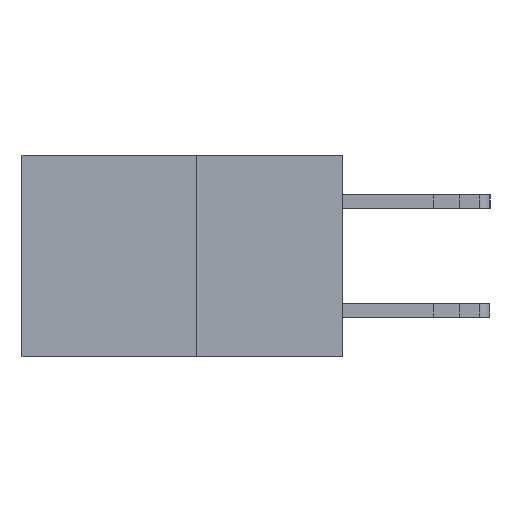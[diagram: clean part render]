
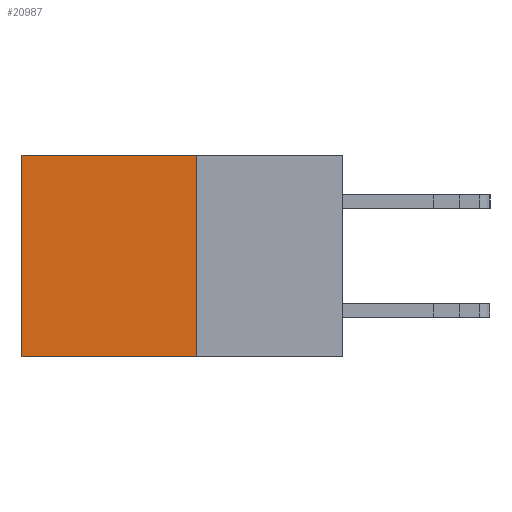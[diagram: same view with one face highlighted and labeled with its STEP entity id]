
A CAD part, left-side view. The second image highlights one B-rep face of the part: STEP entity #20987.
In plain terms, the highlighted planar face has unit normal (-1, 0, 0).
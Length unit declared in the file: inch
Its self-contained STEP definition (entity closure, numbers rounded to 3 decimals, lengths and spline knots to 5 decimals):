
#278 = ORIENTED_EDGE ( 'NONE', *, *, #5437, .T. ) ;
#625 = DIRECTION ( 'NONE',  ( 1., 0., 0. ) ) ;
#845 = FACE_OUTER_BOUND ( 'NONE', #3814, .T. ) ;
#2428 = CARTESIAN_POINT ( 'NONE',  ( 0.277, 0.59, 0. ) ) ;
#3814 = EDGE_LOOP ( 'NONE', ( #278, #5366, #20161, #7109 ) ) ;
#4292 = DIRECTION ( 'NONE',  ( 0., 1., 0. ) ) ;
#4475 = PLANE ( 'NONE',  #21679 ) ;
#4762 = LINE ( 'NONE', #12337, #14855 ) ;
#5366 = ORIENTED_EDGE ( 'NONE', *, *, #10705, .F. ) ;
#5437 = EDGE_CURVE ( 'NONE', #17853, #10785, #23946, .T. ) ;
#6419 = DIRECTION ( 'NONE',  ( 0., 1., 0. ) ) ;
#7109 = ORIENTED_EDGE ( 'NONE', *, *, #21621, .T. ) ;
#8950 = VECTOR ( 'NONE', #13800, 39.37008 ) ;
#9612 = CARTESIAN_POINT ( 'NONE',  ( 0.277, 0.59, -0.37 ) ) ;
#10705 = EDGE_CURVE ( 'NONE', #17997, #10785, #4762, .T. ) ;
#10785 = VERTEX_POINT ( 'NONE', #14511 ) ;
#11139 = LINE ( 'NONE', #18368, #16416 ) ;
#12337 = CARTESIAN_POINT ( 'NONE',  ( 0.277, 0.27, -0.37 ) ) ;
#13242 = VECTOR ( 'NONE', #15243, 39.37008 ) ;
#13380 = EDGE_CURVE ( 'NONE', #14809, #17997, #25608, .T. ) ;
#13800 = DIRECTION ( 'NONE',  ( 0., 0., -1. ) ) ;
#14511 = CARTESIAN_POINT ( 'NONE',  ( 0.277, 0.59, -0.37 ) ) ;
#14611 = DIRECTION ( 'NONE',  ( 0., 0., -1. ) ) ;
#14809 = VERTEX_POINT ( 'NONE', #18312 ) ;
#14844 = CARTESIAN_POINT ( 'NONE',  ( 0.277, 0.27, -0.37 ) ) ;
#14855 = VECTOR ( 'NONE', #4292, 39.37008 ) ;
#15243 = DIRECTION ( 'NONE',  ( 0., 0., -1. ) ) ;
#16416 = VECTOR ( 'NONE', #6419, 39.37008 ) ;
#17853 = VERTEX_POINT ( 'NONE', #2428 ) ;
#17997 = VERTEX_POINT ( 'NONE', #14844 ) ;
#18312 = CARTESIAN_POINT ( 'NONE',  ( 0.277, 0.27, 0. ) ) ;
#18368 = CARTESIAN_POINT ( 'NONE',  ( 0.277, 0.27, 0. ) ) ;
#20161 = ORIENTED_EDGE ( 'NONE', *, *, #13380, .F. ) ;
#20987 = ADVANCED_FACE ( 'NONE', ( #845 ), #4475, .F. ) ;
#21621 = EDGE_CURVE ( 'NONE', #14809, #17853, #11139, .T. ) ;
#21679 = AXIS2_PLACEMENT_3D ( 'NONE', #24651, #625, #14611 ) ;
#21728 = CARTESIAN_POINT ( 'NONE',  ( 0.277, 0.27, -0.37 ) ) ;
#23946 = LINE ( 'NONE', #9612, #13242 ) ;
#24651 = CARTESIAN_POINT ( 'NONE',  ( 0.277, 0.27, -0.37 ) ) ;
#25608 = LINE ( 'NONE', #21728, #8950 ) ;
